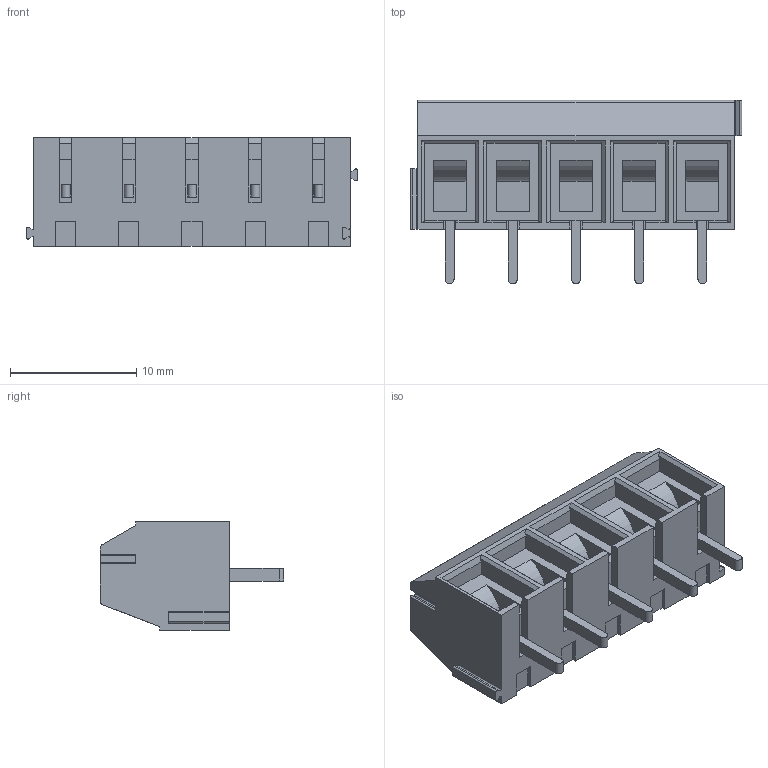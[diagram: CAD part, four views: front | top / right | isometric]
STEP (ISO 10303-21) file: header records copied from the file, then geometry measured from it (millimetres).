
FILE_DESCRIPTION(('STEP AP214'),'1');
FILE_NAME('MBE155-5-V.stp','2020-01-21T08:39:04',(' '),(' '),'Spatial InterOp 3D',' ',' ');
FILE_SCHEMA(('automotive_design'));
Length unit declared in the file: metre
Products named in the file (1): 1
Bounding box: 26.2 x 14.5 x 8.6 mm (x, y, z)
Volume: 1466 mm3; surface area: 1871.4 mm2
Topology: 1 solids, 1 shells, 283 faces, 774 edges, 516 vertices
Faces by surface type: plane 235, cylinder 42, torus 5, extrusion 1
Full cylindrical faces by diameter (mm): 3.3 x5, 3.4 x5
Entity records: 10999 total; most frequent: CARTESIAN_POINT 1557, ORIENTED_EDGE 1498, DIRECTION 1418, EDGE_CURVE 749, VECTOR 644, LINE 643, VERTEX_POINT 506, AXIS2_PLACEMENT_3D 387
